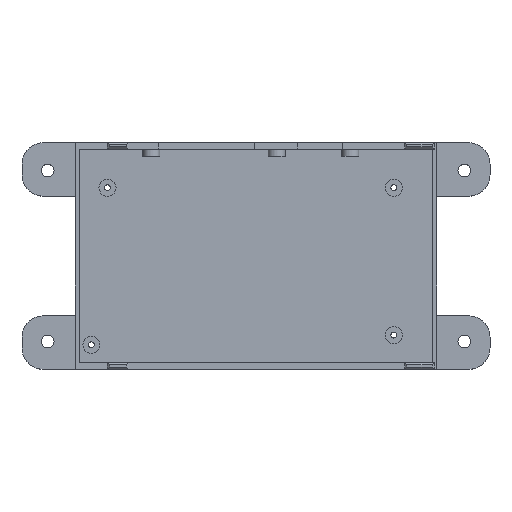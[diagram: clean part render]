
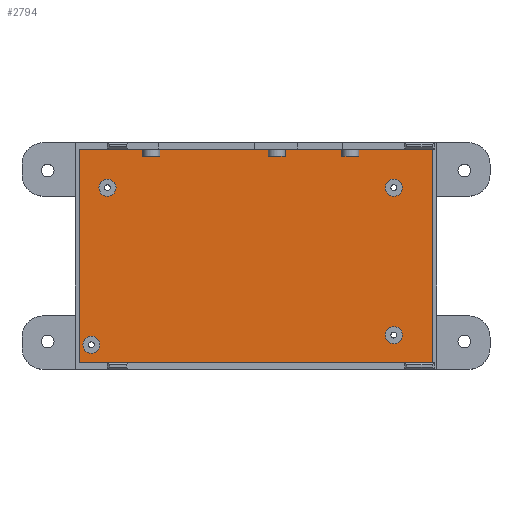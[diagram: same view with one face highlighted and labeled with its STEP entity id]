
A CAD part, top view. The second image highlights one B-rep face of the part: STEP entity #2794.
In plain terms, the highlighted planar face has unit normal (0, 0, 1).
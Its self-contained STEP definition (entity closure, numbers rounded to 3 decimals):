
#106=FACE_BOUND('',#508,.T.);
#107=FACE_BOUND('',#509,.T.);
#108=FACE_BOUND('',#510,.T.);
#109=FACE_BOUND('',#511,.T.);
#163=CIRCLE('',#2995,4.);
#165=CIRCLE('',#2999,4.);
#167=CIRCLE('',#3003,4.);
#169=CIRCLE('',#3007,4.);
#317=FACE_OUTER_BOUND('',#507,.T.);
#507=EDGE_LOOP('',(#2502,#2503,#2504,#2505));
#508=EDGE_LOOP('',(#2506));
#509=EDGE_LOOP('',(#2507));
#510=EDGE_LOOP('',(#2508));
#511=EDGE_LOOP('',(#2509));
#634=LINE('',#3993,#944);
#650=LINE('',#4034,#960);
#827=LINE('',#5110,#1137);
#829=LINE('',#5113,#1139);
#944=VECTOR('',#3188,10.);
#960=VECTOR('',#3224,10.);
#1137=VECTOR('',#3669,10.);
#1139=VECTOR('',#3673,10.);
#1246=VERTEX_POINT('',#3990);
#1247=VERTEX_POINT('',#3992);
#1262=VERTEX_POINT('',#4032);
#1373=VERTEX_POINT('',#5109);
#1375=VERTEX_POINT('',#5117);
#1377=VERTEX_POINT('',#5124);
#1379=VERTEX_POINT('',#5131);
#1381=VERTEX_POINT('',#5138);
#1507=EDGE_CURVE('',#1247,#1246,#634,.T.);
#1528=EDGE_CURVE('',#1246,#1262,#650,.T.);
#1745=EDGE_CURVE('',#1373,#1247,#827,.T.);
#1747=EDGE_CURVE('',#1262,#1373,#829,.T.);
#1750=EDGE_CURVE('',#1375,#1375,#163,.T.);
#1753=EDGE_CURVE('',#1377,#1377,#165,.T.);
#1756=EDGE_CURVE('',#1379,#1379,#167,.T.);
#1759=EDGE_CURVE('',#1381,#1381,#169,.T.);
#2502=ORIENTED_EDGE('',*,*,#1747,.T.);
#2503=ORIENTED_EDGE('',*,*,#1745,.T.);
#2504=ORIENTED_EDGE('',*,*,#1507,.T.);
#2505=ORIENTED_EDGE('',*,*,#1528,.T.);
#2506=ORIENTED_EDGE('',*,*,#1750,.T.);
#2507=ORIENTED_EDGE('',*,*,#1759,.T.);
#2508=ORIENTED_EDGE('',*,*,#1756,.T.);
#2509=ORIENTED_EDGE('',*,*,#1753,.T.);
#2652=PLANE('',#3009);
#2794=ADVANCED_FACE('',(#317,#106,#107,#108,#109),#2652,.F.);
#2995=AXIS2_PLACEMENT_3D('',#5119,#3679,#3680);
#2999=AXIS2_PLACEMENT_3D('',#5126,#3688,#3689);
#3003=AXIS2_PLACEMENT_3D('',#5133,#3697,#3698);
#3007=AXIS2_PLACEMENT_3D('',#5140,#3706,#3707);
#3009=AXIS2_PLACEMENT_3D('',#5142,#3710,#3711);
#3188=DIRECTION('',(0.,1.,0.));
#3224=DIRECTION('',(-1.,0.,0.));
#3669=DIRECTION('',(1.,0.,0.));
#3673=DIRECTION('',(0.,-1.,0.));
#3679=DIRECTION('center_axis',(0.,0.,-1.));
#3680=DIRECTION('ref_axis',(-1.,0.,0.));
#3688=DIRECTION('center_axis',(0.,0.,-1.));
#3689=DIRECTION('ref_axis',(-1.,0.,0.));
#3697=DIRECTION('center_axis',(0.,0.,-1.));
#3698=DIRECTION('ref_axis',(-1.,0.,0.));
#3706=DIRECTION('center_axis',(0.,0.,-1.));
#3707=DIRECTION('ref_axis',(-1.,0.,0.));
#3710=DIRECTION('center_axis',(0.,0.,-1.));
#3711=DIRECTION('ref_axis',(-1.,0.,0.));
#3990=CARTESIAN_POINT('',(165.,10.,-3.));
#3992=CARTESIAN_POINT('',(165.,-90.,-3.));
#3993=CARTESIAN_POINT('',(165.,10.,-3.));
#4032=CARTESIAN_POINT('',(0.,10.,-3.));
#4034=CARTESIAN_POINT('',(0.,10.,-3.));
#5109=CARTESIAN_POINT('',(0.,-90.,-3.));
#5110=CARTESIAN_POINT('',(165.,-90.,-3.));
#5113=CARTESIAN_POINT('',(0.,-90.,-3.));
#5117=CARTESIAN_POINT('',(9.5,-81.5,-3.));
#5119=CARTESIAN_POINT('Origin',(5.5,-81.5,-3.));
#5124=CARTESIAN_POINT('',(151.,-8.,-3.));
#5126=CARTESIAN_POINT('Origin',(147.,-8.,-3.));
#5131=CARTESIAN_POINT('',(17.,-8.,-3.));
#5133=CARTESIAN_POINT('Origin',(13.,-8.,-3.));
#5138=CARTESIAN_POINT('',(151.,-77.,-3.));
#5140=CARTESIAN_POINT('Origin',(147.,-77.,-3.));
#5142=CARTESIAN_POINT('Origin',(82.5,-40.,-3.));
